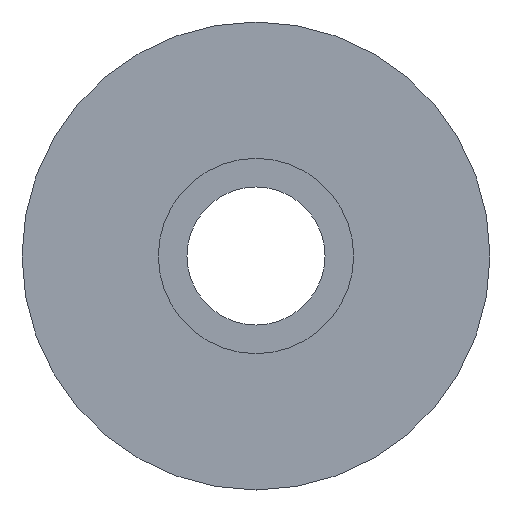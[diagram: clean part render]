
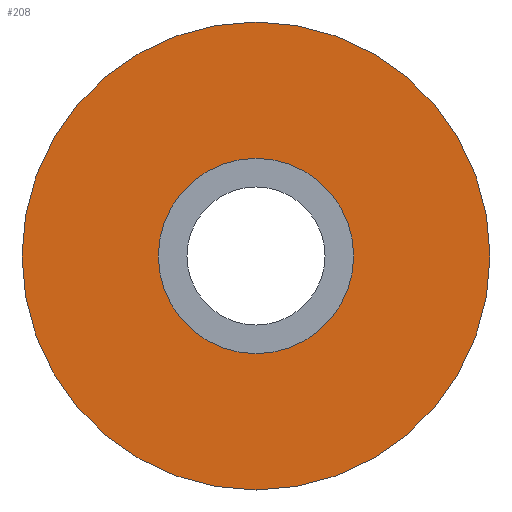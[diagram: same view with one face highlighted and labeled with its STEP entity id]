
A CAD part, front view. The second image highlights one B-rep face of the part: STEP entity #208.
In plain terms, the highlighted planar face has unit normal (0, -1, 0).
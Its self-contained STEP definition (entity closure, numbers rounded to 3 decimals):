
#18=FACE_BOUND('',#55,.T.);
#23=PLANE('',#259);
#37=FACE_OUTER_BOUND('',#54,.T.);
#54=EDGE_LOOP('',(#174));
#55=EDGE_LOOP('',(#175));
#93=CIRCLE('',#258,60.5);
#94=CIRCLE('',#260,19.05);
#109=VERTEX_POINT('',#382);
#110=VERTEX_POINT('',#386);
#131=EDGE_CURVE('',#109,#109,#93,.T.);
#133=EDGE_CURVE('',#110,#110,#94,.T.);
#174=ORIENTED_EDGE('',*,*,#131,.T.);
#175=ORIENTED_EDGE('',*,*,#133,.F.);
#208=ADVANCED_FACE('',(#37,#18),#23,.T.);
#258=AXIS2_PLACEMENT_3D('',#383,#318,#319);
#259=AXIS2_PLACEMENT_3D('',#385,#321,#322);
#260=AXIS2_PLACEMENT_3D('',#387,#323,#324);
#318=DIRECTION('center_axis',(0.,-1.,0.));
#319=DIRECTION('ref_axis',(1.,0.,0.));
#321=DIRECTION('center_axis',(0.,-1.,0.));
#322=DIRECTION('ref_axis',(0.,0.,-1.));
#323=DIRECTION('center_axis',(0.,-1.,0.));
#324=DIRECTION('ref_axis',(1.,0.,0.));
#382=CARTESIAN_POINT('',(60.5,23.25,0.));
#383=CARTESIAN_POINT('Origin',(0.,23.25,0.));
#385=CARTESIAN_POINT('Origin',(-19.05,23.25,0.));
#386=CARTESIAN_POINT('',(19.05,23.25,0.));
#387=CARTESIAN_POINT('Origin',(0.,23.25,0.));
